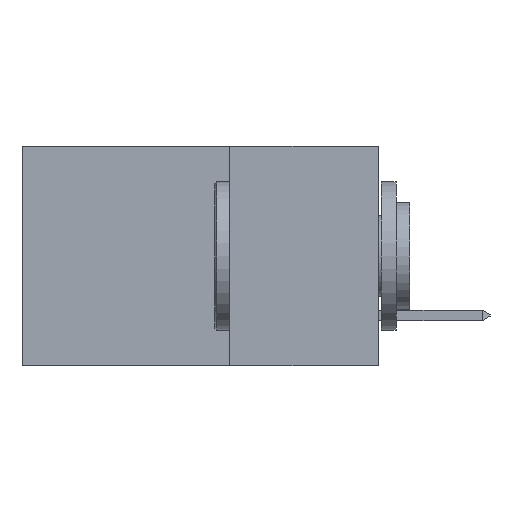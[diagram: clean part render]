
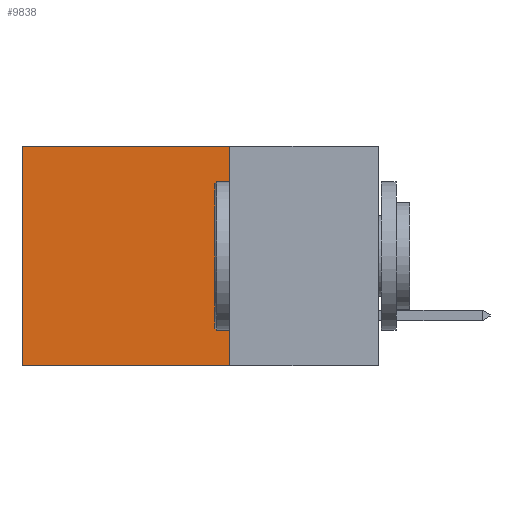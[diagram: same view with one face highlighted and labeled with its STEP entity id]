
A CAD part, left-side view. The second image highlights one B-rep face of the part: STEP entity #9838.
In plain terms, the highlighted planar face has unit normal (-1, 0, 0).
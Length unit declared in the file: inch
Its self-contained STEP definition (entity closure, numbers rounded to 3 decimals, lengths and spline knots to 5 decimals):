
#301 = CARTESIAN_POINT ( 'NONE',  ( 0.2615, 0.25, -0.37 ) ) ;
#587 = DIRECTION ( 'NONE',  ( 1., 0., 0. ) ) ;
#1504 = ORIENTED_EDGE ( 'NONE', *, *, #9861, .T. ) ;
#1518 = VECTOR ( 'NONE', #2472, 39.37008 ) ;
#2046 = VECTOR ( 'NONE', #6670, 39.37008 ) ;
#2143 = FACE_OUTER_BOUND ( 'NONE', #8208, .T. ) ;
#2166 = PLANE ( 'NONE',  #9080 ) ;
#2472 = DIRECTION ( 'NONE',  ( 0., 1., 0. ) ) ;
#3030 = VERTEX_POINT ( 'NONE', #4316 ) ;
#3177 = ORIENTED_EDGE ( 'NONE', *, *, #8513, .F. ) ;
#3323 = VERTEX_POINT ( 'NONE', #7524 ) ;
#3435 = VERTEX_POINT ( 'NONE', #5670 ) ;
#4032 = VECTOR ( 'NONE', #8505, 39.37008 ) ;
#4316 = CARTESIAN_POINT ( 'NONE',  ( 0.2615, 0.6, 0. ) ) ;
#4370 = EDGE_CURVE ( 'NONE', #3435, #3030, #7360, .T. ) ;
#5313 = ORIENTED_EDGE ( 'NONE', *, *, #8918, .F. ) ;
#5351 = CARTESIAN_POINT ( 'NONE',  ( 0.2615, 0.25, -0.37 ) ) ;
#5361 = ORIENTED_EDGE ( 'NONE', *, *, #4370, .T. ) ;
#5494 = VECTOR ( 'NONE', #6643, 39.37008 ) ;
#5627 = CARTESIAN_POINT ( 'NONE',  ( 0.2615, 0.25, -0.37 ) ) ;
#5670 = CARTESIAN_POINT ( 'NONE',  ( 0.2615, 0.25, 0. ) ) ;
#6123 = LINE ( 'NONE', #6945, #4032 ) ;
#6171 = DIRECTION ( 'NONE',  ( 0., 0., -1. ) ) ;
#6326 = CARTESIAN_POINT ( 'NONE',  ( 0.2615, 0.25, 0. ) ) ;
#6643 = DIRECTION ( 'NONE',  ( 0., 1., 0. ) ) ;
#6670 = DIRECTION ( 'NONE',  ( 0., 0., -1. ) ) ;
#6945 = CARTESIAN_POINT ( 'NONE',  ( 0.2615, 0.6, -0.37 ) ) ;
#7342 = CARTESIAN_POINT ( 'NONE',  ( 0.2615, 0.25, -0.37 ) ) ;
#7360 = LINE ( 'NONE', #6326, #5494 ) ;
#7524 = CARTESIAN_POINT ( 'NONE',  ( 0.2615, 0.6, -0.37 ) ) ;
#7860 = LINE ( 'NONE', #5627, #1518 ) ;
#8111 = LINE ( 'NONE', #301, #2046 ) ;
#8208 = EDGE_LOOP ( 'NONE', ( #1504, #5313, #3177, #5361 ) ) ;
#8424 = VERTEX_POINT ( 'NONE', #7342 ) ;
#8505 = DIRECTION ( 'NONE',  ( 0., 0., -1. ) ) ;
#8513 = EDGE_CURVE ( 'NONE', #3435, #8424, #8111, .T. ) ;
#8918 = EDGE_CURVE ( 'NONE', #8424, #3323, #7860, .T. ) ;
#9080 = AXIS2_PLACEMENT_3D ( 'NONE', #5351, #587, #6171 ) ;
#9838 = ADVANCED_FACE ( 'NONE', ( #2143 ), #2166, .F. ) ;
#9861 = EDGE_CURVE ( 'NONE', #3030, #3323, #6123, .T. ) ;
